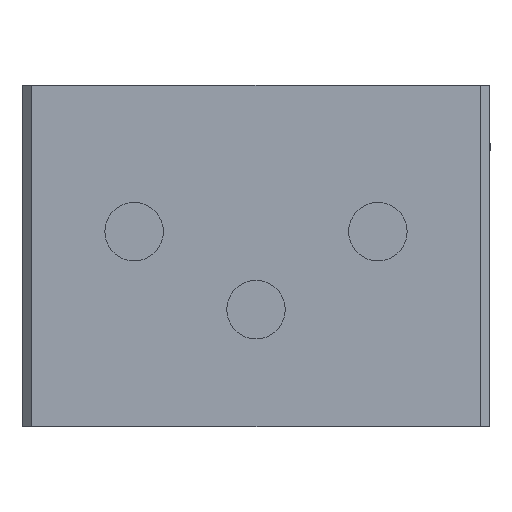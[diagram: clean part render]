
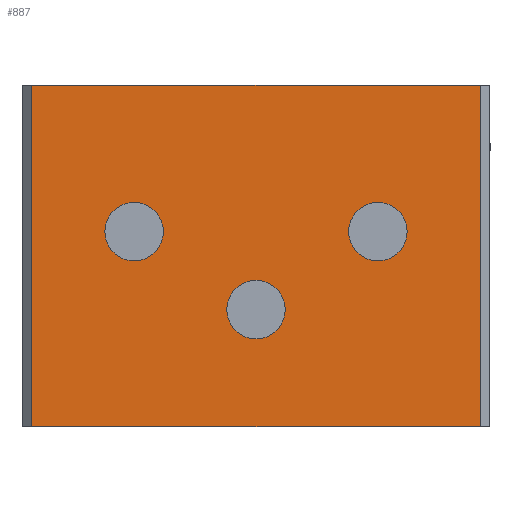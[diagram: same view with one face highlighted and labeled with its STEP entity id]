
A CAD part, front view. The second image highlights one B-rep face of the part: STEP entity #887.
In plain terms, the highlighted planar face has unit normal (0, -1, 0).
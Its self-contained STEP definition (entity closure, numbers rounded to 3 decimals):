
#31=FACE_BOUND('',#127,.T.);
#32=FACE_BOUND('',#128,.T.);
#33=FACE_BOUND('',#129,.T.);
#52=CIRCLE('',#952,3.);
#53=CIRCLE('',#953,3.);
#54=CIRCLE('',#954,3.);
#77=FACE_OUTER_BOUND('',#126,.T.);
#126=EDGE_LOOP('',(#605,#606,#607,#608));
#127=EDGE_LOOP('',(#609));
#128=EDGE_LOOP('',(#610));
#129=EDGE_LOOP('',(#611));
#198=LINE('',#1286,#298);
#199=LINE('',#1289,#299);
#200=LINE('',#1291,#300);
#201=LINE('',#1292,#301);
#298=VECTOR('',#1033,10.);
#299=VECTOR('',#1036,10.);
#300=VECTOR('',#1037,10.);
#301=VECTOR('',#1038,10.);
#395=VERTEX_POINT('',#1279);
#398=VERTEX_POINT('',#1284);
#399=VERTEX_POINT('',#1288);
#400=VERTEX_POINT('',#1290);
#401=VERTEX_POINT('',#1293);
#402=VERTEX_POINT('',#1295);
#403=VERTEX_POINT('',#1297);
#480=EDGE_CURVE('',#398,#395,#198,.T.);
#481=EDGE_CURVE('',#399,#398,#199,.T.);
#482=EDGE_CURVE('',#400,#399,#200,.T.);
#483=EDGE_CURVE('',#395,#400,#201,.T.);
#484=EDGE_CURVE('',#401,#401,#52,.T.);
#485=EDGE_CURVE('',#402,#402,#53,.T.);
#486=EDGE_CURVE('',#403,#403,#54,.T.);
#605=ORIENTED_EDGE('',*,*,#480,.F.);
#606=ORIENTED_EDGE('',*,*,#481,.F.);
#607=ORIENTED_EDGE('',*,*,#482,.F.);
#608=ORIENTED_EDGE('',*,*,#483,.F.);
#609=ORIENTED_EDGE('',*,*,#484,.T.);
#610=ORIENTED_EDGE('',*,*,#485,.T.);
#611=ORIENTED_EDGE('',*,*,#486,.T.);
#850=PLANE('',#951);
#887=ADVANCED_FACE('',(#77,#31,#32,#33),#850,.T.);
#951=AXIS2_PLACEMENT_3D('',#1287,#1034,#1035);
#952=AXIS2_PLACEMENT_3D('',#1294,#1039,#1040);
#953=AXIS2_PLACEMENT_3D('',#1296,#1041,#1042);
#954=AXIS2_PLACEMENT_3D('',#1298,#1043,#1044);
#1033=DIRECTION('',(0.,0.,1.));
#1034=DIRECTION('center_axis',(0.,-1.,0.));
#1035=DIRECTION('ref_axis',(1.,0.,0.));
#1036=DIRECTION('',(-1.,0.,0.));
#1037=DIRECTION('',(0.,0.,-1.));
#1038=DIRECTION('',(1.,0.,0.));
#1039=DIRECTION('center_axis',(0.,1.,0.));
#1040=DIRECTION('ref_axis',(0.,0.,-1.));
#1041=DIRECTION('center_axis',(0.,1.,0.));
#1042=DIRECTION('ref_axis',(0.,0.,-1.));
#1043=DIRECTION('center_axis',(0.,1.,0.));
#1044=DIRECTION('ref_axis',(0.,0.,-1.));
#1279=CARTESIAN_POINT('',(1.,-50.,35.));
#1284=CARTESIAN_POINT('',(1.,-50.,0.));
#1286=CARTESIAN_POINT('',(1.,-50.,0.));
#1287=CARTESIAN_POINT('Origin',(0.,-50.,0.));
#1288=CARTESIAN_POINT('',(47.,-50.,0.));
#1289=CARTESIAN_POINT('',(48.,-50.,0.));
#1290=CARTESIAN_POINT('',(47.,-50.,35.));
#1291=CARTESIAN_POINT('',(47.,-50.,0.));
#1292=CARTESIAN_POINT('',(48.,-50.,35.));
#1293=CARTESIAN_POINT('',(11.5,-50.,23.));
#1294=CARTESIAN_POINT('Origin',(11.5,-50.,20.));
#1295=CARTESIAN_POINT('',(36.5,-50.,23.));
#1296=CARTESIAN_POINT('Origin',(36.5,-50.,20.));
#1297=CARTESIAN_POINT('',(24.,-50.,15.));
#1298=CARTESIAN_POINT('Origin',(24.,-50.,12.));
